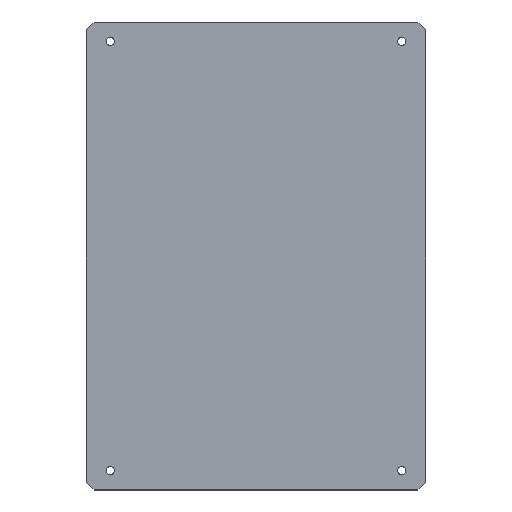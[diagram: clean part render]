
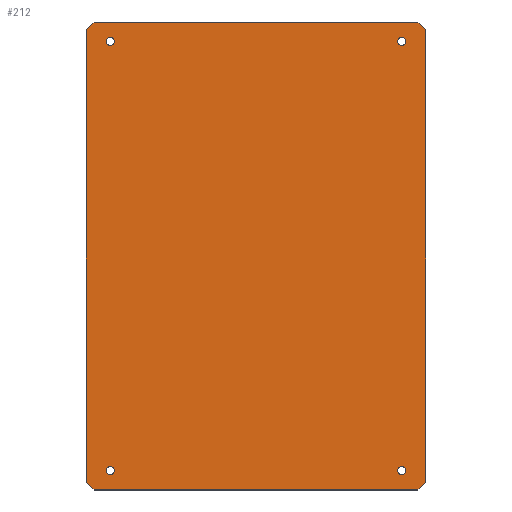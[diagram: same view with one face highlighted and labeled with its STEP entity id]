
A CAD part, top view. The second image highlights one B-rep face of the part: STEP entity #212.
In plain terms, the highlighted planar face has unit normal (0, 0, 1).
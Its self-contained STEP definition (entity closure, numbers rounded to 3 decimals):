
#32 = VERTEX_POINT('',#33);
#33 = CARTESIAN_POINT('',(-83.399,0.,1.5));
#39 = EDGE_CURVE('',#32,#40,#42,.T.);
#40 = VERTEX_POINT('',#41);
#41 = CARTESIAN_POINT('',(83.399,0.,1.5));
#42 = LINE('',#43,#44);
#43 = CARTESIAN_POINT('',(-87.399,0.,1.5));
#44 = VECTOR('',#45,1.);
#45 = DIRECTION('',(1.,0.,0.));
#170 = EDGE_CURVE('',#32,#171,#173,.T.);
#171 = VERTEX_POINT('',#172);
#172 = CARTESIAN_POINT('',(-87.399,4.,1.5));
#173 = LINE('',#174,#175);
#174 = CARTESIAN_POINT('',(-93.674,10.275,1.5));
#175 = VECTOR('',#176,1.);
#176 = DIRECTION('',(-0.707,0.707,0.)
  );
#194 = EDGE_CURVE('',#40,#195,#197,.T.);
#195 = VERTEX_POINT('',#196);
#196 = CARTESIAN_POINT('',(87.399,4.,1.5));
#197 = LINE('',#198,#199);
#198 = CARTESIAN_POINT('',(93.674,10.275,1.5));
#199 = VECTOR('',#200,1.);
#200 = DIRECTION('',(0.707,0.707,0.)
  );
#212 = ADVANCED_FACE('',(#213,#256,#267,#278,#289),#300,.F.);
#213 = FACE_BOUND('',#214,.F.);
#214 = EDGE_LOOP('',(#215,#216,#217,#225,#233,#241,#249,#255));
#215 = ORIENTED_EDGE('',*,*,#39,.F.);
#216 = ORIENTED_EDGE('',*,*,#170,.T.);
#217 = ORIENTED_EDGE('',*,*,#218,.F.);
#218 = EDGE_CURVE('',#219,#171,#221,.T.);
#219 = VERTEX_POINT('',#220);
#220 = CARTESIAN_POINT('',(-87.399,237.,1.5));
#221 = LINE('',#222,#223);
#222 = CARTESIAN_POINT('',(-87.399,241.,1.5));
#223 = VECTOR('',#224,1.);
#224 = DIRECTION('',(0.,-1.,0.));
#225 = ORIENTED_EDGE('',*,*,#226,.T.);
#226 = EDGE_CURVE('',#219,#227,#229,.T.);
#227 = VERTEX_POINT('',#228);
#228 = CARTESIAN_POINT('',(-83.399,241.,1.5));
#229 = LINE('',#230,#231);
#230 = CARTESIAN_POINT('',(-93.674,230.725,1.5));
#231 = VECTOR('',#232,1.);
#232 = DIRECTION('',(0.707,0.707,0.)
  );
#233 = ORIENTED_EDGE('',*,*,#234,.F.);
#234 = EDGE_CURVE('',#235,#227,#237,.T.);
#235 = VERTEX_POINT('',#236);
#236 = CARTESIAN_POINT('',(83.399,241.,1.5));
#237 = LINE('',#238,#239);
#238 = CARTESIAN_POINT('',(87.399,241.,1.5));
#239 = VECTOR('',#240,1.);
#240 = DIRECTION('',(-1.,0.,0.));
#241 = ORIENTED_EDGE('',*,*,#242,.F.);
#242 = EDGE_CURVE('',#243,#235,#245,.T.);
#243 = VERTEX_POINT('',#244);
#244 = CARTESIAN_POINT('',(87.399,237.,1.5));
#245 = LINE('',#246,#247);
#246 = CARTESIAN_POINT('',(93.674,230.725,1.5));
#247 = VECTOR('',#248,1.);
#248 = DIRECTION('',(-0.707,0.707,0.)
  );
#249 = ORIENTED_EDGE('',*,*,#250,.F.);
#250 = EDGE_CURVE('',#195,#243,#251,.T.);
#251 = LINE('',#252,#253);
#252 = CARTESIAN_POINT('',(87.399,0.,1.5));
#253 = VECTOR('',#254,1.);
#254 = DIRECTION('',(0.,1.,0.));
#255 = ORIENTED_EDGE('',*,*,#194,.F.);
#256 = FACE_BOUND('',#257,.F.);
#257 = EDGE_LOOP('',(#258));
#258 = ORIENTED_EDGE('',*,*,#259,.T.);
#259 = EDGE_CURVE('',#260,#260,#262,.T.);
#260 = VERTEX_POINT('',#261);
#261 = CARTESIAN_POINT('',(-72.9,10.,1.5));
#262 = CIRCLE('',#263,2.1);
#263 = AXIS2_PLACEMENT_3D('',#264,#265,#266);
#264 = CARTESIAN_POINT('',(-75.,10.,1.5));
#265 = DIRECTION('',(-0.,0.,1.));
#266 = DIRECTION('',(1.,0.,0.));
#267 = FACE_BOUND('',#268,.F.);
#268 = EDGE_LOOP('',(#269));
#269 = ORIENTED_EDGE('',*,*,#270,.T.);
#270 = EDGE_CURVE('',#271,#271,#273,.T.);
#271 = VERTEX_POINT('',#272);
#272 = CARTESIAN_POINT('',(-72.9,231.,1.5));
#273 = CIRCLE('',#274,2.1);
#274 = AXIS2_PLACEMENT_3D('',#275,#276,#277);
#275 = CARTESIAN_POINT('',(-75.,231.,1.5));
#276 = DIRECTION('',(-0.,0.,1.));
#277 = DIRECTION('',(1.,0.,0.));
#278 = FACE_BOUND('',#279,.F.);
#279 = EDGE_LOOP('',(#280));
#280 = ORIENTED_EDGE('',*,*,#281,.T.);
#281 = EDGE_CURVE('',#282,#282,#284,.T.);
#282 = VERTEX_POINT('',#283);
#283 = CARTESIAN_POINT('',(77.1,10.,1.5));
#284 = CIRCLE('',#285,2.1);
#285 = AXIS2_PLACEMENT_3D('',#286,#287,#288);
#286 = CARTESIAN_POINT('',(75.,10.,1.5));
#287 = DIRECTION('',(-0.,0.,1.));
#288 = DIRECTION('',(1.,0.,0.));
#289 = FACE_BOUND('',#290,.F.);
#290 = EDGE_LOOP('',(#291));
#291 = ORIENTED_EDGE('',*,*,#292,.T.);
#292 = EDGE_CURVE('',#293,#293,#295,.T.);
#293 = VERTEX_POINT('',#294);
#294 = CARTESIAN_POINT('',(77.1,231.,1.5));
#295 = CIRCLE('',#296,2.1);
#296 = AXIS2_PLACEMENT_3D('',#297,#298,#299);
#297 = CARTESIAN_POINT('',(75.,231.,1.5));
#298 = DIRECTION('',(-0.,0.,1.));
#299 = DIRECTION('',(1.,0.,0.));
#300 = PLANE('',#301);
#301 = AXIS2_PLACEMENT_3D('',#302,#303,#304);
#302 = CARTESIAN_POINT('',(0.,120.5,1.5));
#303 = DIRECTION('',(0.,0.,-1.));
#304 = DIRECTION('',(0.,1.,0.));
